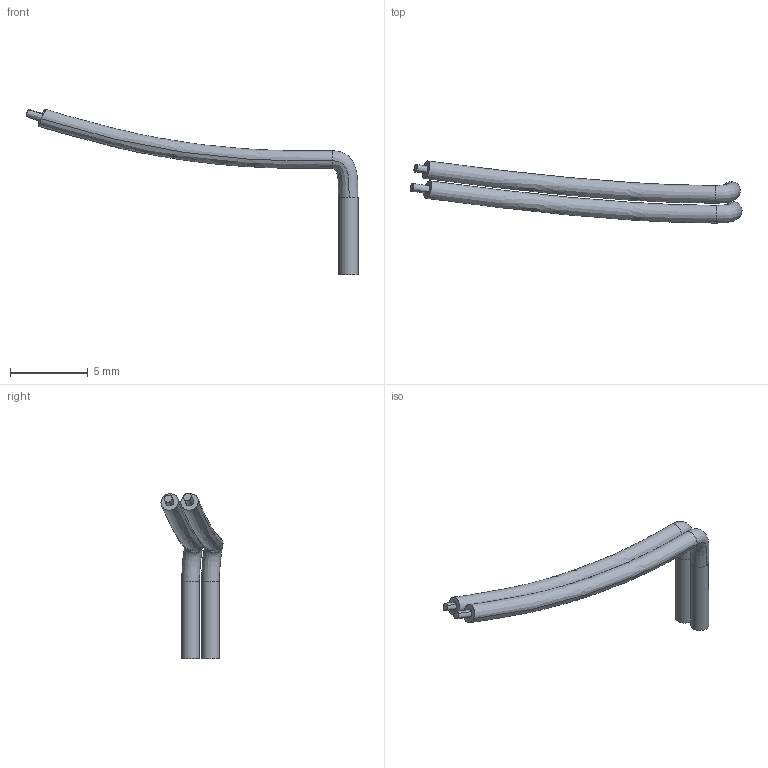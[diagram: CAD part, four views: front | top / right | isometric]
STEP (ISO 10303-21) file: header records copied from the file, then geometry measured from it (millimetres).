
FILE_DESCRIPTION(/* description */ (''),/* implementation_level */ '2;1');
FILE_NAME(/* name */ 'model.step',/* time_stamp */ '2023-11-10T07:52:32-08:00',/* author */ (''),/* organization */ (''),/* preprocessor_version */ 'ST-DEVELOPER v20',/* originating_system */ 'Autodesk Translation Framework v12.14.0.127',/* authorisation */ '');
FILE_SCHEMA (('AUTOMOTIVE_DESIGN { 1 0 10303 214 3 1 1 }'));
Length unit declared in the file: millimetre
Products named in the file (1): Wiring
Bounding box: 21.38 x 4 x 10.66 mm (x, y, z)
Volume: 54.2 mm3; surface area: 379.8 mm2
Topology: 4 solids, 4 shells, 42 faces, 88 edges, 54 vertices
Faces by surface type: bspline 28, plane 8, cylinder 6
Full cylindrical faces by diameter (mm): 0.5 x2, 0.55 x2, 1.15 x2
Entity records: 4375 total; most frequent: CARTESIAN_POINT 3585, ORIENTED_EDGE 176, DIRECTION 120, EDGE_CURVE 88, AXIS2_PLACEMENT_3D 57, VERTEX_POINT 54, EDGE_LOOP 46, FACE_OUTER_BOUND 42
